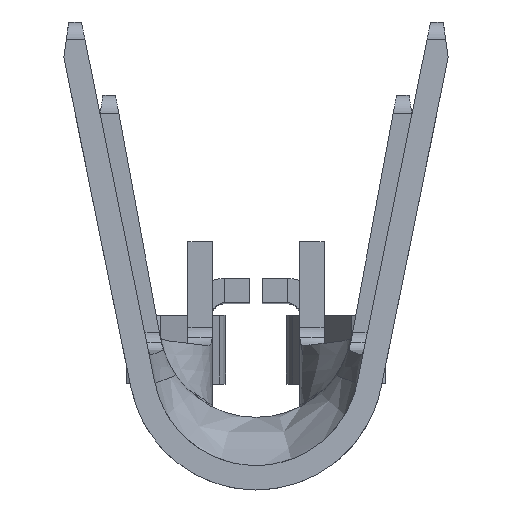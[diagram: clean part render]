
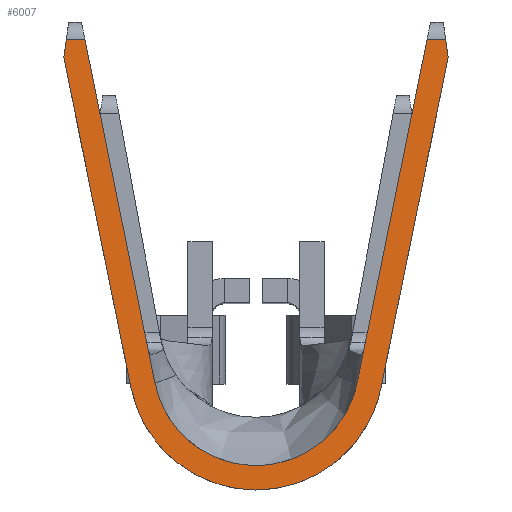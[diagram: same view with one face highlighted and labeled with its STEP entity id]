
A CAD part, top view. The second image highlights one B-rep face of the part: STEP entity #6007.
In plain terms, the highlighted planar face has unit normal (0, 0.044, 0.999).
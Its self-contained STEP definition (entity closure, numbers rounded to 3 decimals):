
#5=DIRECTION('',(0.199,-0.979,0.043));
#6=VECTOR('',#5,2.774);
#7=CARTESIAN_POINT('',(-1.581,3.156,11.445));
#8=LINE('',#7,#6);
#691=CARTESIAN_POINT('',(-0.833,0.481,
11.562));
#692=CARTESIAN_POINT('',(-0.824,0.438,
11.563));
#693=CARTESIAN_POINT('',(-0.807,0.379,
11.566));
#694=CARTESIAN_POINT('',(-0.781,0.312,
11.569));
#695=CARTESIAN_POINT('',(-0.755,0.258,
11.571));
#696=CARTESIAN_POINT('',(-0.72,0.196,
11.574));
#697=CARTESIAN_POINT('',(-0.677,0.133,
11.577));
#698=CARTESIAN_POINT('',(-0.625,0.072,
11.579));
#699=CARTESIAN_POINT('',(-0.573,0.021,
11.582));
#700=CARTESIAN_POINT('',(-0.503,-0.038,
11.584));
#701=CARTESIAN_POINT('',(-0.416,-0.094,
11.587));
#702=CARTESIAN_POINT('',(-0.312,-0.143,
11.589));
#703=CARTESIAN_POINT('',(-0.208,-0.176,
11.59));
#704=CARTESIAN_POINT('',(-0.104,-0.196,
11.591));
#705=CARTESIAN_POINT('',(0.,-0.202,
11.591));
#706=CARTESIAN_POINT('',(0.104,-0.196,
11.591));
#707=CARTESIAN_POINT('',(0.208,-0.176,
11.59));
#708=CARTESIAN_POINT('',(0.312,-0.143,
11.589));
#709=CARTESIAN_POINT('',(0.416,-0.094,
11.587));
#710=CARTESIAN_POINT('',(0.503,-0.038,
11.584));
#711=CARTESIAN_POINT('',(0.573,0.021,11.582));
#712=CARTESIAN_POINT('',(0.625,0.072,11.579));
#713=CARTESIAN_POINT('',(0.677,0.133,11.577));
#714=CARTESIAN_POINT('',(0.72,0.196,11.574));
#715=CARTESIAN_POINT('',(0.755,0.258,11.571));
#716=CARTESIAN_POINT('',(0.781,0.312,11.569));
#717=CARTESIAN_POINT('',(0.807,0.379,11.566));
#718=CARTESIAN_POINT('',(0.824,0.438,11.563));
#719=CARTESIAN_POINT('',(0.833,0.481,11.562));
#737=DIRECTION('',(0.199,-0.979,0.043));
#738=VECTOR('',#737,2.887);
#739=CARTESIAN_POINT('',(-1.408,3.307,11.438));
#740=LINE('',#739,#738);
#747=CARTESIAN_POINT('',(-1.408,3.307,11.438));
#753=DIRECTION('',(1.,0.,0.));
#754=VECTOR('',#753,0.153);
#755=CARTESIAN_POINT('',(1.408,3.307,11.438));
#756=LINE('',#755,#754);
#757=DIRECTION('',(-0.135,0.99,-0.043));
#758=VECTOR('',#757,0.152);
#759=CARTESIAN_POINT('',(1.581,3.156,11.445));
#760=LINE('',#759,#758);
#761=DIRECTION('',(-0.135,-0.99,0.043));
#762=VECTOR('',#761,0.152);
#763=CARTESIAN_POINT('',(-1.561,3.307,11.438));
#764=LINE('',#763,#762);
#765=DIRECTION('',(1.,0.,0.));
#766=VECTOR('',#765,0.153);
#767=CARTESIAN_POINT('',(-1.561,3.307,11.438));
#768=LINE('',#767,#766);
#783=CARTESIAN_POINT('',(1.561,3.307,11.438));
#801=DIRECTION('',(0.199,0.979,-0.043));
#802=VECTOR('',#801,2.887);
#803=CARTESIAN_POINT('',(0.833,0.481,11.562));
#804=LINE('',#803,#802);
#849=DIRECTION('',(0.199,0.979,-0.043));
#850=VECTOR('',#849,2.774);
#851=CARTESIAN_POINT('',(1.029,0.441,11.563));
#852=LINE('',#851,#850);
#3829=CARTESIAN_POINT('',(-1.029,0.441,
11.563));
#3830=CARTESIAN_POINT('',(-1.018,0.388,
11.566));
#3831=CARTESIAN_POINT('',(-0.997,0.316,
11.569));
#3832=CARTESIAN_POINT('',(-0.965,0.233,
11.572));
#3833=CARTESIAN_POINT('',(-0.932,0.166,
11.575));
#3834=CARTESIAN_POINT('',(-0.89,0.089,
11.579));
#3835=CARTESIAN_POINT('',(-0.836,0.012,
11.582));
#3836=CARTESIAN_POINT('',(-0.772,-0.064,
11.585));
#3837=CARTESIAN_POINT('',(-0.707,-0.128,
11.588));
#3838=CARTESIAN_POINT('',(-0.622,-0.199,
11.591));
#3839=CARTESIAN_POINT('',(-0.514,-0.269,
11.594));
#3840=CARTESIAN_POINT('',(-0.386,-0.33,
11.597));
#3841=CARTESIAN_POINT('',(-0.257,-0.371,
11.599));
#3842=CARTESIAN_POINT('',(-0.129,-0.395,
11.6));
#3843=CARTESIAN_POINT('',(0.,-0.403,
11.6));
#3844=CARTESIAN_POINT('',(0.129,-0.395,
11.6));
#3845=CARTESIAN_POINT('',(0.257,-0.371,
11.599));
#3846=CARTESIAN_POINT('',(0.386,-0.33,
11.597));
#3847=CARTESIAN_POINT('',(0.514,-0.269,
11.594));
#3848=CARTESIAN_POINT('',(0.622,-0.199,
11.591));
#3849=CARTESIAN_POINT('',(0.707,-0.128,
11.588));
#3850=CARTESIAN_POINT('',(0.772,-0.064,
11.585));
#3851=CARTESIAN_POINT('',(0.836,0.012,
11.582));
#3852=CARTESIAN_POINT('',(0.89,0.089,
11.579));
#3853=CARTESIAN_POINT('',(0.932,0.166,
11.575));
#3854=CARTESIAN_POINT('',(0.965,0.233,
11.572));
#3855=CARTESIAN_POINT('',(0.997,0.316,
11.569));
#3856=CARTESIAN_POINT('',(1.018,0.388,11.566));
#3857=CARTESIAN_POINT('',(1.029,0.441,11.563));
#4589=VERTEX_POINT('',#691);
#4590=VERTEX_POINT('',#719);
#4591=VERTEX_POINT('',#3829);
#4592=VERTEX_POINT('',#3857);
#4638=CARTESIAN_POINT('',(1.581,3.156,11.445));
#4640=VERTEX_POINT('',#4638);
#4642=CARTESIAN_POINT('',(-1.581,3.156,11.445));
#4644=VERTEX_POINT('',#4642);
#4684=VERTEX_POINT('',#783);
#4685=CARTESIAN_POINT('',(1.408,3.307,11.438));
#4686=VERTEX_POINT('',#4685);
#4689=VERTEX_POINT('',#747);
#4690=CARTESIAN_POINT('',(-1.561,3.307,11.438));
#4691=VERTEX_POINT('',#4690);
#5984=CARTESIAN_POINT('',(-10.,-0.4,11.6));
#5985=DIRECTION('',(0.,-0.044,-0.999));
#5986=DIRECTION('',(0.,0.999,-0.044));
#5987=AXIS2_PLACEMENT_3D('',#5984,#5985,#5986);
#5988=PLANE('',#5987);
#5990=ORIENTED_EDGE('',*,*,#5989,.T.);
#5992=ORIENTED_EDGE('',*,*,#5991,.F.);
#5994=ORIENTED_EDGE('',*,*,#5993,.F.);
#5996=ORIENTED_EDGE('',*,*,#5995,.F.);
#5997=ORIENTED_EDGE('',*,*,#4700,.F.);
#5998=ORIENTED_EDGE('',*,*,#4722,.F.);
#6000=ORIENTED_EDGE('',*,*,#5999,.T.);
#6001=ORIENTED_EDGE('',*,*,#5975,.T.);
#6002=ORIENTED_EDGE('',*,*,#5961,.T.);
#6004=ORIENTED_EDGE('',*,*,#6003,.T.);
#6005=EDGE_LOOP('',(#5990,#5992,#5994,#5996,#5997,#5998,#6000,#6001,#6002,
#6004));
#6006=FACE_OUTER_BOUND('',#6005,.F.);
#6007=ADVANCED_FACE('',(#6006),#5988,.F.);
#720=B_SPLINE_CURVE_WITH_KNOTS('',3,(#691,#692,#693,#694,#695,#696,#697,#698,
#699,#700,#701,#702,#703,#704,#705,#706,#707,#708,#709,#710,#711,#712,#713,#714,
#715,#716,#717,#718,#719),.UNSPECIFIED.,.F.,.F.,(4,1,1,1,1,1,1,1,1,1,1,1,1,1,1,
1,1,1,1,1,1,1,1,1,1,1,4),(0.,0.016,0.031,0.047,0.063,0.094,
0.125,0.156,0.188,0.25,0.313,0.375,0.438,0.5,0.563,
0.625,0.688,0.75,0.813,0.844,0.875,0.906,0.938,
0.953,0.969,0.984,1.),.UNSPECIFIED.);
#3858=B_SPLINE_CURVE_WITH_KNOTS('',3,(#3829,#3830,#3831,#3832,#3833,#3834,#3835,
#3836,#3837,#3838,#3839,#3840,#3841,#3842,#3843,#3844,#3845,#3846,#3847,#3848,
#3849,#3850,#3851,#3852,#3853,#3854,#3855,#3856,#3857),.UNSPECIFIED.,.F.,.F.,(4,
1,1,1,1,1,1,1,1,1,1,1,1,1,1,1,1,1,1,1,1,1,1,1,1,1,4),(0.,0.016,0.031,
0.047,0.063,0.094,0.125,0.156,0.188,0.25,0.313,0.375,
0.438,0.5,0.563,0.625,0.688,0.75,0.813,0.844,0.875,
0.906,0.938,0.953,0.969,0.984,1.),.UNSPECIFIED.);
#4700=EDGE_CURVE('',#4644,#4591,#8,.T.);
#4722=EDGE_CURVE('',#4691,#4644,#764,.T.);
#5961=EDGE_CURVE('',#4589,#4590,#720,.T.);
#5975=EDGE_CURVE('',#4689,#4589,#740,.T.);
#5989=EDGE_CURVE('',#4686,#4684,#756,.T.);
#5991=EDGE_CURVE('',#4640,#4684,#760,.T.);
#5993=EDGE_CURVE('',#4592,#4640,#852,.T.);
#5995=EDGE_CURVE('',#4591,#4592,#3858,.T.);
#5999=EDGE_CURVE('',#4691,#4689,#768,.T.);
#6003=EDGE_CURVE('',#4590,#4686,#804,.T.);
